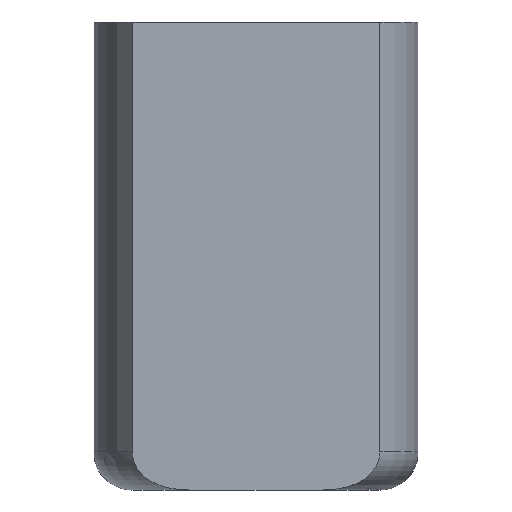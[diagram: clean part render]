
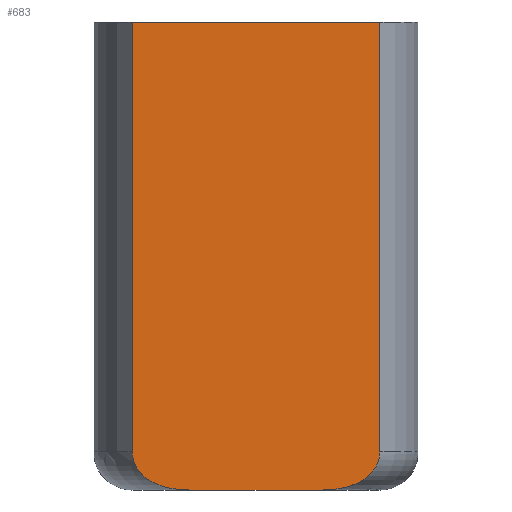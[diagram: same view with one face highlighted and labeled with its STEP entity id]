
A CAD part, left-side view. The second image highlights one B-rep face of the part: STEP entity #683.
In plain terms, the highlighted planar face has unit normal (-1, 0, 0).
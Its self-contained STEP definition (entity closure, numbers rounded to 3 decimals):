
#17 = CARTESIAN_POINT ( 'NONE',  ( -11., 12.131, 1.848 ) ) ;
#18 = CARTESIAN_POINT ( 'NONE',  ( -11., -12.688, 2.686 ) ) ;
#33 = CARTESIAN_POINT ( 'NONE',  ( -11., 6.928, 0. ) ) ;
#84 = DIRECTION ( 'NONE',  ( 1., 0., 0. ) ) ;
#99 = EDGE_CURVE ( 'NONE', #595, #398, #797, .T. ) ;
#113 = CARTESIAN_POINT ( 'NONE',  ( -11., 10.211, 0.532 ) ) ;
#114 = CARTESIAN_POINT ( 'NONE',  ( -11., 12.744, 2.85 ) ) ;
#117 = EDGE_CURVE ( 'NONE', #595, #286, #150, .T. ) ;
#144 = EDGE_CURVE ( 'NONE', #714, #445, #367, .T. ) ;
#150 = LINE ( 'NONE', #628, #468 ) ;
#188 = CARTESIAN_POINT ( 'NONE',  ( -11., -11.109, 0.977 ) ) ;
#197 = CARTESIAN_POINT ( 'NONE',  ( -11., -11.394, 1.165 ) ) ;
#199 = ORIENTED_EDGE ( 'NONE', *, *, #144, .T. ) ;
#213 = CARTESIAN_POINT ( 'NONE',  ( -11., -12.139, 1.84 ) ) ;
#221 = ORIENTED_EDGE ( 'NONE', *, *, #117, .F. ) ;
#229 = DIRECTION ( 'NONE',  ( 0., 1., 0. ) ) ;
#236 = CARTESIAN_POINT ( 'NONE',  ( -11., -12.961, 4. ) ) ;
#238 = CARTESIAN_POINT ( 'NONE',  ( -11., 12.906, 3.331 ) ) ;
#259 = CARTESIAN_POINT ( 'NONE',  ( -11., 10.519, 0.662 ) ) ;
#270 = DIRECTION ( 'NONE',  ( 0., -1., 0. ) ) ;
#286 = VERTEX_POINT ( 'NONE', #653 ) ;
#295 = DIRECTION ( 'NONE',  ( 0., -1., 0. ) ) ;
#307 = CARTESIAN_POINT ( 'NONE',  ( -11., 7.6, 0. ) ) ;
#312 = CARTESIAN_POINT ( 'NONE',  ( -11., 12.961, 3.66 ) ) ;
#323 = EDGE_CURVE ( 'NONE', #286, #445, #866, .T. ) ;
#346 = CARTESIAN_POINT ( 'NONE',  ( -11., -7.6, 0. ) ) ;
#365 = FACE_OUTER_BOUND ( 'NONE', #799, .T. ) ;
#367 = B_SPLINE_CURVE_WITH_KNOTS ( 'NONE', 3,
 ( #548, #346, #451, #467, #896, #188, #197, #773, #213, #829, #18, #684, #680, #747 ),
 .UNSPECIFIED., .F., .F.,
 ( 4, 2, 2, 2, 2, 2, 4 ),
 ( 0., 0.002, 0.004, 0.005, 0.006, 0.007, 0.008 ),
 .UNSPECIFIED. ) ;
#378 = CARTESIAN_POINT ( 'NONE',  ( -11., 12.961, 49. ) ) ;
#383 = B_SPLINE_CURVE_WITH_KNOTS ( 'NONE', 3,
 ( #549, #312, #238, #114, #670, #466, #815, #461, #17, #534, #390, #745, #692, #259, #113, #890, #546, #624, #307, #776 ),
 .UNSPECIFIED., .F., .F.,
 ( 4, 2, 2, 2, 2, 2, 2, 2, 2, 4 ),
 ( 0., 0.001, 0.002, 0.002, 0.003, 0.003, 0.004, 0.005, 0.006, 0.008 ),
 .UNSPECIFIED. ) ;
#390 = CARTESIAN_POINT ( 'NONE',  ( -11., 11.779, 1.488 ) ) ;
#398 = VERTEX_POINT ( 'NONE', #800 ) ;
#423 = CARTESIAN_POINT ( 'NONE',  ( -11., 12.961, 49. ) ) ;
#442 = DIRECTION ( 'NONE',  ( 0., 0., -1. ) ) ;
#445 = VERTEX_POINT ( 'NONE', #236 ) ;
#451 = CARTESIAN_POINT ( 'NONE',  ( -11., -8.264, 0.047 ) ) ;
#461 = CARTESIAN_POINT ( 'NONE',  ( -11., 12.239, 1.979 ) ) ;
#466 = CARTESIAN_POINT ( 'NONE',  ( -11., 12.523, 2.396 ) ) ;
#467 = CARTESIAN_POINT ( 'NONE',  ( -11., -9.573, 0.297 ) ) ;
#468 = VECTOR ( 'NONE', #270, 1000. ) ;
#494 = EDGE_CURVE ( 'NONE', #398, #915, #383, .T. ) ;
#534 = CARTESIAN_POINT ( 'NONE',  ( -11., 11.901, 1.603 ) ) ;
#543 = AXIS2_PLACEMENT_3D ( 'NONE', #378, #84, #229 ) ;
#546 = CARTESIAN_POINT ( 'NONE',  ( -11., 9.247, 0.235 ) ) ;
#548 = CARTESIAN_POINT ( 'NONE',  ( -11., -6.928, 0. ) ) ;
#549 = CARTESIAN_POINT ( 'NONE',  ( -11., 12.961, 4. ) ) ;
#562 = LINE ( 'NONE', #641, #712 ) ;
#595 = VERTEX_POINT ( 'NONE', #423 ) ;
#598 = CARTESIAN_POINT ( 'NONE',  ( -11., -6.928, 0. ) ) ;
#607 = ORIENTED_EDGE ( 'NONE', *, *, #494, .T. ) ;
#624 = CARTESIAN_POINT ( 'NONE',  ( -11., 8.265, 0.047 ) ) ;
#628 = CARTESIAN_POINT ( 'NONE',  ( -11., 12.961, 49. ) ) ;
#641 = CARTESIAN_POINT ( 'NONE',  ( -11., 12.961, 0. ) ) ;
#653 = CARTESIAN_POINT ( 'NONE',  ( -11., -12.961, 49. ) ) ;
#670 = CARTESIAN_POINT ( 'NONE',  ( -11., 12.677, 2.694 ) ) ;
#680 = CARTESIAN_POINT ( 'NONE',  ( -11., -12.961, 3.66 ) ) ;
#681 = ORIENTED_EDGE ( 'NONE', *, *, #99, .T. ) ;
#683 = ADVANCED_FACE ( 'NONE', ( #365 ), #731, .F. ) ;
#684 = CARTESIAN_POINT ( 'NONE',  ( -11., -12.905, 3.328 ) ) ;
#692 = CARTESIAN_POINT ( 'NONE',  ( -11., 11.108, 0.976 ) ) ;
#712 = VECTOR ( 'NONE', #295, 1000. ) ;
#714 = VERTEX_POINT ( 'NONE', #598 ) ;
#726 = ORIENTED_EDGE ( 'NONE', *, *, #323, .F. ) ;
#728 = ORIENTED_EDGE ( 'NONE', *, *, #811, .T. ) ;
#731 = PLANE ( 'NONE',  #543 ) ;
#732 = VECTOR ( 'NONE', #765, 1000. ) ;
#745 = CARTESIAN_POINT ( 'NONE',  ( -11., 11.392, 1.164 ) ) ;
#747 = CARTESIAN_POINT ( 'NONE',  ( -11., -12.961, 4. ) ) ;
#765 = DIRECTION ( 'NONE',  ( 0., 0., -1. ) ) ;
#771 = CARTESIAN_POINT ( 'NONE',  ( -11., 12.961, 49. ) ) ;
#773 = CARTESIAN_POINT ( 'NONE',  ( -11., -11.907, 1.595 ) ) ;
#776 = CARTESIAN_POINT ( 'NONE',  ( -11., 6.928, 0. ) ) ;
#797 = LINE ( 'NONE', #771, #732 ) ;
#799 = EDGE_LOOP ( 'NONE', ( #728, #199, #726, #221, #681, #607 ) ) ;
#800 = CARTESIAN_POINT ( 'NONE',  ( -11., 12.961, 4. ) ) ;
#811 = EDGE_CURVE ( 'NONE', #915, #714, #562, .T. ) ;
#815 = CARTESIAN_POINT ( 'NONE',  ( -11., 12.435, 2.254 ) ) ;
#829 = CARTESIAN_POINT ( 'NONE',  ( -11., -12.532, 2.389 ) ) ;
#866 = LINE ( 'NONE', #871, #946 ) ;
#871 = CARTESIAN_POINT ( 'NONE',  ( -11., -12.961, 49. ) ) ;
#890 = CARTESIAN_POINT ( 'NONE',  ( -11., 9.573, 0.318 ) ) ;
#896 = CARTESIAN_POINT ( 'NONE',  ( -11., -10.223, 0.504 ) ) ;
#915 = VERTEX_POINT ( 'NONE', #33 ) ;
#946 = VECTOR ( 'NONE', #442, 1000. ) ;
